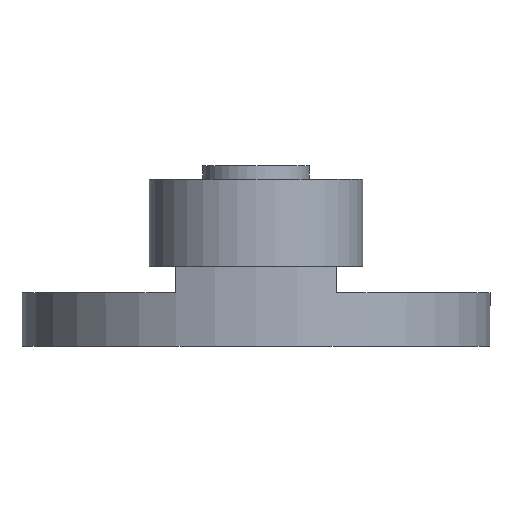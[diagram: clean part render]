
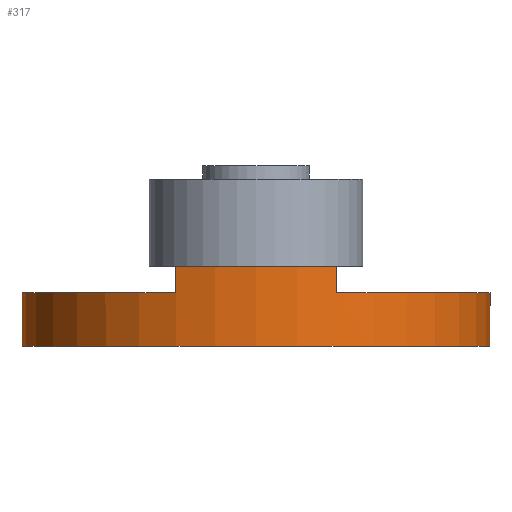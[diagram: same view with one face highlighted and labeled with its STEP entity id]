
A CAD part, front view. The second image highlights one B-rep face of the part: STEP entity #317.
In plain terms, the highlighted cylindrical face has radius 17.5 mm (diameter 35 mm), a partial arc.
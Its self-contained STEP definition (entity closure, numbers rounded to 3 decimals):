
#4 = DIRECTION ( 'NONE',  ( 0., 0., 1. ) ) ;
#18 = CARTESIAN_POINT ( 'NONE',  ( 0., 0., 0. ) ) ;
#39 = VECTOR ( 'NONE', #4, 1000. ) ;
#46 = VERTEX_POINT ( 'NONE', #110 ) ;
#67 = DIRECTION ( 'NONE',  ( 0., 0., 1. ) ) ;
#71 = VERTEX_POINT ( 'NONE', #1432 ) ;
#74 = DIRECTION ( 'NONE',  ( 0., 0., 1. ) ) ;
#97 = ORIENTED_EDGE ( 'NONE', *, *, #766, .F. ) ;
#110 = CARTESIAN_POINT ( 'NONE',  ( -17.5, 0., -4. ) ) ;
#125 = ORIENTED_EDGE ( 'NONE', *, *, #956, .F. ) ;
#131 = DIRECTION ( 'NONE',  ( -1., 0., 0. ) ) ;
#138 = DIRECTION ( 'NONE',  ( 0., 0., -1. ) ) ;
#140 = DIRECTION ( 'NONE',  ( 1., 0., 0. ) ) ;
#144 = VERTEX_POINT ( 'NONE', #578 ) ;
#210 = VERTEX_POINT ( 'NONE', #713 ) ;
#218 = AXIS2_PLACEMENT_3D ( 'NONE', #1355, #669, #131 ) ;
#225 = ORIENTED_EDGE ( 'NONE', *, *, #1167, .F. ) ;
#259 = CARTESIAN_POINT ( 'NONE',  ( 0., 0., -4. ) ) ;
#264 = CIRCLE ( 'NONE', #885, 17.5 ) ;
#293 = LINE ( 'NONE', #735, #1089 ) ;
#314 = CARTESIAN_POINT ( 'NONE',  ( 17.5, 0., 0. ) ) ;
#317 = ADVANCED_FACE ( 'NONE', ( #490 ), #1034, .T. ) ;
#337 = VERTEX_POINT ( 'NONE', #1047 ) ;
#347 = DIRECTION ( 'NONE',  ( 0., 0., 1. ) ) ;
#394 = AXIS2_PLACEMENT_3D ( 'NONE', #790, #1110, #140 ) ;
#406 = CARTESIAN_POINT ( 'NONE',  ( 17.5, 0., -4. ) ) ;
#407 = ORIENTED_EDGE ( 'NONE', *, *, #656, .F. ) ;
#424 = VERTEX_POINT ( 'NONE', #314 ) ;
#457 = CARTESIAN_POINT ( 'NONE',  ( -6., -16.439, 0. ) ) ;
#490 = FACE_OUTER_BOUND ( 'NONE', #1367, .T. ) ;
#502 = DIRECTION ( 'NONE',  ( 1., 0., 0. ) ) ;
#504 = EDGE_CURVE ( 'NONE', #71, #424, #1312, .T. ) ;
#513 = VECTOR ( 'NONE', #631, 1000. ) ;
#528 = EDGE_CURVE ( 'NONE', #1152, #144, #293, .T. ) ;
#544 = AXIS2_PLACEMENT_3D ( 'NONE', #259, #67, #502 ) ;
#553 = ORIENTED_EDGE ( 'NONE', *, *, #1104, .F. ) ;
#578 = CARTESIAN_POINT ( 'NONE',  ( 6., -16.439, 2. ) ) ;
#631 = DIRECTION ( 'NONE',  ( 0., 0., 1. ) ) ;
#656 = EDGE_CURVE ( 'NONE', #337, #210, #995, .T. ) ;
#657 = EDGE_CURVE ( 'NONE', #144, #210, #1404, .T. ) ;
#669 = DIRECTION ( 'NONE',  ( 0., 0., -1. ) ) ;
#676 = ORIENTED_EDGE ( 'NONE', *, *, #657, .T. ) ;
#683 = AXIS2_PLACEMENT_3D ( 'NONE', #1327, #138, #1107 ) ;
#713 = CARTESIAN_POINT ( 'NONE',  ( -6., -16.439, 2. ) ) ;
#735 = CARTESIAN_POINT ( 'NONE',  ( 6., -16.439, 0. ) ) ;
#766 = EDGE_CURVE ( 'NONE', #1021, #337, #1184, .T. ) ;
#790 = CARTESIAN_POINT ( 'NONE',  ( 0., 0., 0. ) ) ;
#852 = LINE ( 'NONE', #1302, #513 ) ;
#885 = AXIS2_PLACEMENT_3D ( 'NONE', #18, #347, #1344 ) ;
#956 = EDGE_CURVE ( 'NONE', #46, #1021, #852, .T. ) ;
#995 = LINE ( 'NONE', #457, #39 ) ;
#1009 = CARTESIAN_POINT ( 'NONE',  ( 6., -16.439, 0. ) ) ;
#1021 = VERTEX_POINT ( 'NONE', #1179 ) ;
#1034 = CYLINDRICAL_SURFACE ( 'NONE', #544, 17.5 ) ;
#1047 = CARTESIAN_POINT ( 'NONE',  ( -6., -16.439, 0. ) ) ;
#1086 = VECTOR ( 'NONE', #74, 1000. ) ;
#1089 = VECTOR ( 'NONE', #1174, 1000. ) ;
#1104 = EDGE_CURVE ( 'NONE', #71, #46, #1308, .T. ) ;
#1107 = DIRECTION ( 'NONE',  ( -1., 0., 0. ) ) ;
#1110 = DIRECTION ( 'NONE',  ( 0., 0., 1. ) ) ;
#1150 = ORIENTED_EDGE ( 'NONE', *, *, #528, .T. ) ;
#1152 = VERTEX_POINT ( 'NONE', #1009 ) ;
#1167 = EDGE_CURVE ( 'NONE', #1152, #424, #264, .T. ) ;
#1174 = DIRECTION ( 'NONE',  ( 0., 0., 1. ) ) ;
#1179 = CARTESIAN_POINT ( 'NONE',  ( -17.5, 0., 0. ) ) ;
#1184 = CIRCLE ( 'NONE', #394, 17.5 ) ;
#1302 = CARTESIAN_POINT ( 'NONE',  ( -17.5, 0., -4. ) ) ;
#1308 = CIRCLE ( 'NONE', #683, 17.5 ) ;
#1312 = LINE ( 'NONE', #406, #1086 ) ;
#1327 = CARTESIAN_POINT ( 'NONE',  ( 0., 0., -4. ) ) ;
#1344 = DIRECTION ( 'NONE',  ( 1., 0., 0. ) ) ;
#1355 = CARTESIAN_POINT ( 'NONE',  ( 0., 0., 2. ) ) ;
#1367 = EDGE_LOOP ( 'NONE', ( #125, #553, #1410, #225, #1150, #676, #407, #97 ) ) ;
#1404 = CIRCLE ( 'NONE', #218, 17.5 ) ;
#1410 = ORIENTED_EDGE ( 'NONE', *, *, #504, .T. ) ;
#1432 = CARTESIAN_POINT ( 'NONE',  ( 17.5, 0., -4. ) ) ;
